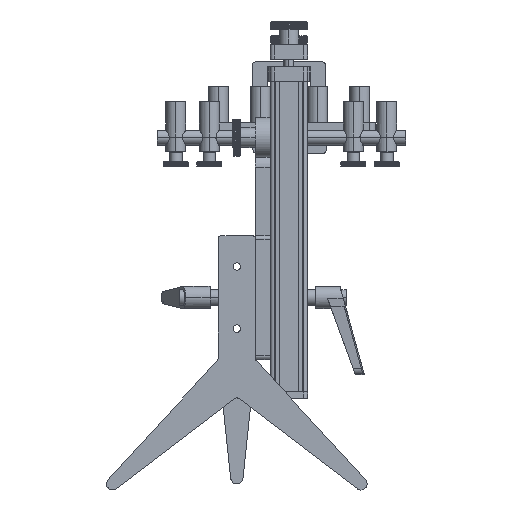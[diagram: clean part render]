
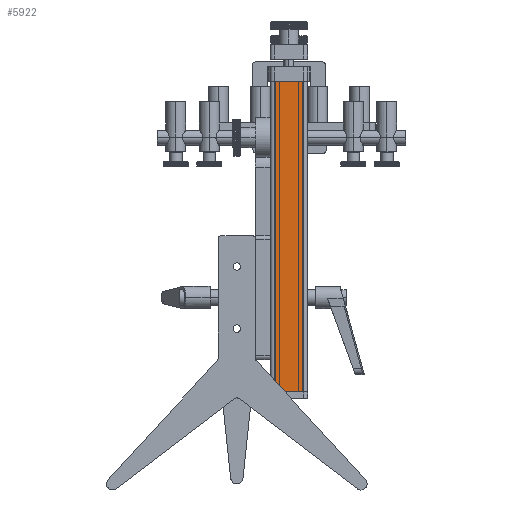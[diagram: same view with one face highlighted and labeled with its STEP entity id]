
A CAD part, left-side view. The second image highlights one B-rep face of the part: STEP entity #5922.
In plain terms, the highlighted planar face has unit normal (-1, 0, 0).
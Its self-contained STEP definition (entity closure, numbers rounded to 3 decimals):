
#1498=B_SPLINE_CURVE_WITH_KNOTS('',1,(#96644,#96645),.UNSPECIFIED.,.F.,
 .F.,(2,2),(125.79,149.79),.UNSPECIFIED.);
#1499=B_SPLINE_CURVE_WITH_KNOTS('',1,(#96646,#96647),.UNSPECIFIED.,.F.,
 .F.,(2,2),(0.,250.),.UNSPECIFIED.);
#1500=B_SPLINE_CURVE_WITH_KNOTS('',1,(#96648,#96649),.UNSPECIFIED.,.F.,
 .F.,(2,2),(125.79,149.79),.UNSPECIFIED.);
#5922=ADVANCED_FACE('',(#9870),#66706,.T.);
#9870=FACE_OUTER_BOUND('',#13989,.T.);
#13989=EDGE_LOOP('',(#25764,#25765,#25766,#25767));
#25764=ORIENTED_EDGE('',*,*,#43926,.T.);
#25765=ORIENTED_EDGE('',*,*,#43927,.T.);
#25766=ORIENTED_EDGE('',*,*,#43928,.F.);
#25767=ORIENTED_EDGE('',*,*,#43924,.F.);
#43924=EDGE_CURVE('',#61343,#61344,#53853,.T.);
#43926=EDGE_CURVE('',#61343,#61345,#1498,.T.);
#43927=EDGE_CURVE('',#61345,#61346,#1499,.T.);
#43928=EDGE_CURVE('',#61344,#61346,#1500,.T.);
#53853=(
BOUNDED_CURVE()
B_SPLINE_CURVE(1,(#96639,#96640),.UNSPECIFIED.,.F.,.F.)
B_SPLINE_CURVE_WITH_KNOTS((2,2),(0.,250.),.UNSPECIFIED.)
CURVE()
GEOMETRIC_REPRESENTATION_ITEM()
RATIONAL_B_SPLINE_CURVE((1.,1.))
REPRESENTATION_ITEM('')
);
#61343=VERTEX_POINT('',#96166);
#61344=VERTEX_POINT('',#96167);
#61345=VERTEX_POINT('',#96168);
#61346=VERTEX_POINT('',#96169);
#66706=PLANE('',#71339);
#71339=AXIS2_PLACEMENT_3D('',#95975,#75197,$);
#75197=DIRECTION('',(-1.,0.,0.));
#95975=CARTESIAN_POINT('',(-293.,-30.,-76.));
#96166=CARTESIAN_POINT('',(-293.,-30.,-76.));
#96167=CARTESIAN_POINT('',(-293.,-30.,174.));
#96168=CARTESIAN_POINT('',(-293.,-54.,-76.));
#96169=CARTESIAN_POINT('',(-293.,-54.,174.));
#96639=CARTESIAN_POINT('',(-293.,-30.,-76.));
#96640=CARTESIAN_POINT('',(-293.,-30.,174.));
#96644=CARTESIAN_POINT('',(-293.,-30.,-76.));
#96645=CARTESIAN_POINT('',(-293.,-54.,-76.));
#96646=CARTESIAN_POINT('',(-293.,-54.,-76.));
#96647=CARTESIAN_POINT('',(-293.,-54.,174.));
#96648=CARTESIAN_POINT('',(-293.,-30.,174.));
#96649=CARTESIAN_POINT('',(-293.,-54.,174.));
